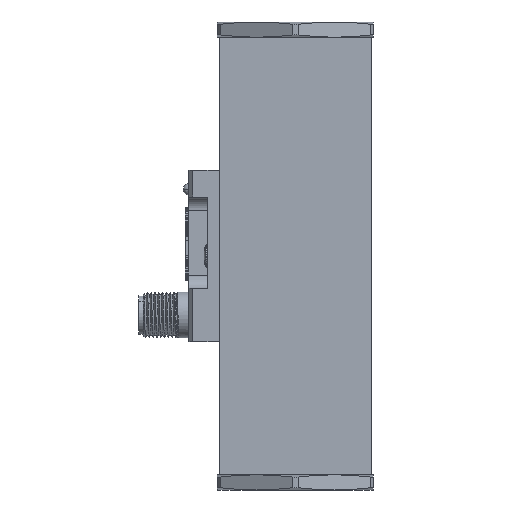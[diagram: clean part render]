
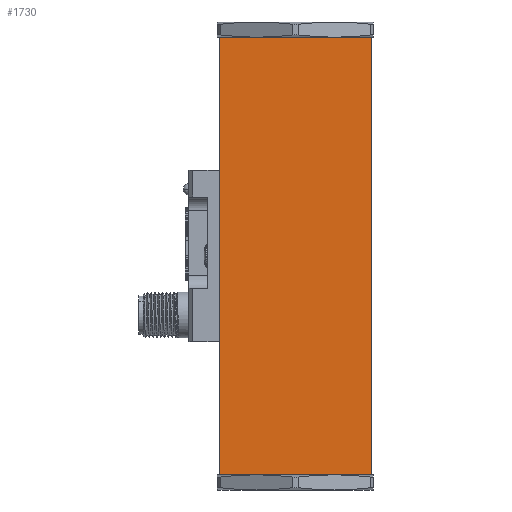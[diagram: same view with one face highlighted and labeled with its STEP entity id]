
A CAD part, left-side view. The second image highlights one B-rep face of the part: STEP entity #1730.
In plain terms, the highlighted planar face has unit normal (-1, 0, 0).
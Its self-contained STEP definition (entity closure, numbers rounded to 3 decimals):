
#1=DIRECTION('',(0.,-1.,0.));
#2=VECTOR('',#1,40.);
#3=CARTESIAN_POINT('',(-20.,20.,-57.5));
#4=LINE('',#3,#2);
#27=DIRECTION('',(0.,0.,1.));
#28=VECTOR('',#27,115.);
#29=CARTESIAN_POINT('',(-20.,20.,-57.5));
#30=LINE('',#29,#28);
#85=DIRECTION('',(0.,0.,1.));
#86=VECTOR('',#85,115.);
#87=CARTESIAN_POINT('',(-20.,-20.,-57.5));
#88=LINE('',#87,#86);
#89=DIRECTION('',(0.,-1.,0.));
#90=VECTOR('',#89,40.);
#91=CARTESIAN_POINT('',(-20.,20.,57.5));
#92=LINE('',#91,#90);
#1527=CARTESIAN_POINT('',(-20.,20.,-57.5));
#1528=CARTESIAN_POINT('',(-20.,-20.,-57.5));
#1529=VERTEX_POINT('',#1527);
#1530=VERTEX_POINT('',#1528);
#1535=CARTESIAN_POINT('',(-20.,20.,57.5));
#1536=CARTESIAN_POINT('',(-20.,-20.,57.5));
#1537=VERTEX_POINT('',#1535);
#1538=VERTEX_POINT('',#1536);
#1716=CARTESIAN_POINT('',(-20.,20.,-57.5));
#1717=DIRECTION('',(-1.,0.,0.));
#1718=DIRECTION('',(0.,-1.,0.));
#1719=AXIS2_PLACEMENT_3D('',#1716,#1717,#1718);
#1720=PLANE('',#1719);
#1721=ORIENTED_EDGE('',*,*,#1699,.F.);
#1723=ORIENTED_EDGE('',*,*,#1722,.T.);
#1725=ORIENTED_EDGE('',*,*,#1724,.T.);
#1727=ORIENTED_EDGE('',*,*,#1726,.F.);
#1728=EDGE_LOOP('',(#1721,#1723,#1725,#1727));
#1729=FACE_OUTER_BOUND('',#1728,.F.);
#1730=ADVANCED_FACE('',(#1729),#1720,.T.);
#1699=EDGE_CURVE('',#1529,#1530,#4,.T.);
#1722=EDGE_CURVE('',#1529,#1537,#30,.T.);
#1724=EDGE_CURVE('',#1537,#1538,#92,.T.);
#1726=EDGE_CURVE('',#1530,#1538,#88,.T.);
